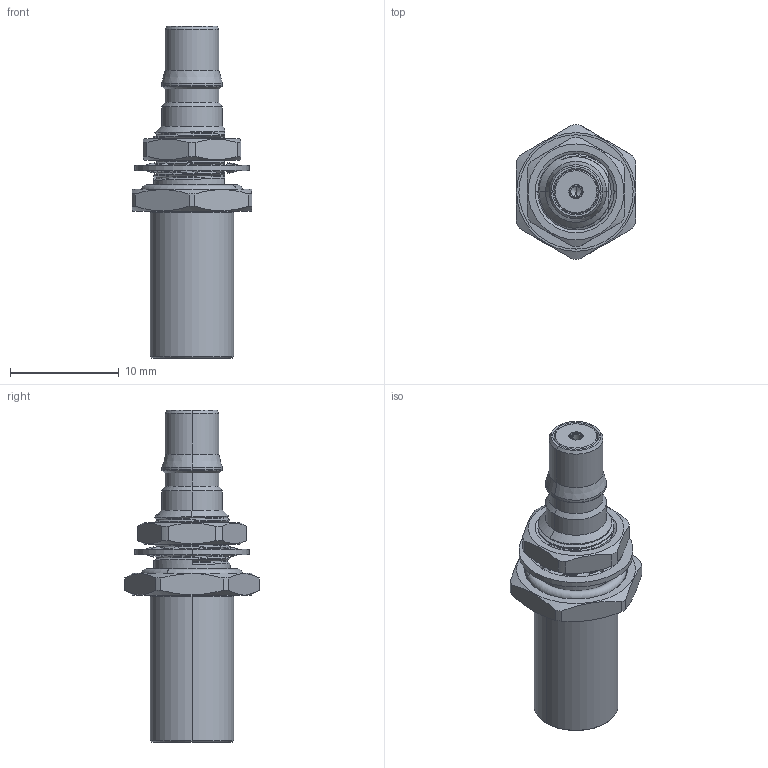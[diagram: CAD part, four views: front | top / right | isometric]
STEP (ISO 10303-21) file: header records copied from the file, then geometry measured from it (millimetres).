
FILE_DESCRIPTION (( 'STEP AP214' ), '1' );
FILE_NAME ('Ðîçåòêà_ÑÐ-50-4-02-Ð-Ï-7.STEP', '2018-11-29T07:49:49', ( 'User' ), ( '' ), 'SwSTEP 2.0', 'SolidWorks 2016', '' );
FILE_SCHEMA (( 'AUTOMOTIVE_DESIGN' ));
Length unit declared in the file: millimetre
Products named in the file (1): Ðîçåòêà_ÑÐ-50-4-02-Ð-Ï-7
Bounding box: 11 x 12.4 x 30.5 mm (x, y, z)
Volume: 898.2 mm3; surface area: 1853.6 mm2
Topology: 4 solids, 4 shells, 238 faces, 609 edges, 384 vertices
Faces by surface type: cylinder 77, bspline 73, cone 42, plane 36, torus 10
Entity records: 19415 total; most frequent: CARTESIAN_POINT 11729, ORIENTED_EDGE 1214, DIRECTION 826, EDGE_CURVE 607, VERTEX_POINT 384, AXIS2_PLACEMENT_3D 333, EDGE_LOOP 251, UNCERTAINTY_MEASURE_WITH_UNIT 243
